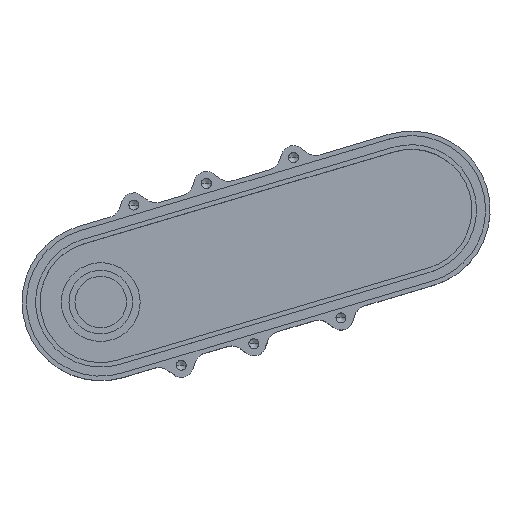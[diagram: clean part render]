
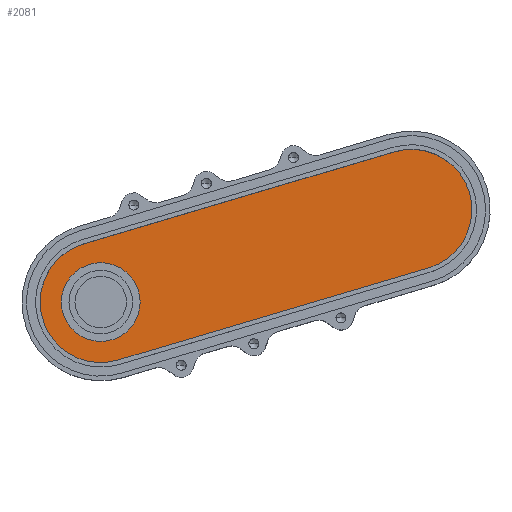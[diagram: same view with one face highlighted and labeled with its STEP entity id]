
A CAD part, top view. The second image highlights one B-rep face of the part: STEP entity #2081.
In plain terms, the highlighted planar face has unit normal (0, 0, 1).
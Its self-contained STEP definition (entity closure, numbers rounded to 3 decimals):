
#172 = CARTESIAN_POINT ( 'NONE',  ( 43.873, -335.549, 6. ) ) ;
#177 = EDGE_CURVE ( 'NONE', #1086, #686, #2852, .T. ) ;
#189 = CARTESIAN_POINT ( 'NONE',  ( 146.455, -305.121, 6. ) ) ;
#197 = ORIENTED_EDGE ( 'NONE', *, *, #958, .T. ) ;
#229 = AXIS2_PLACEMENT_3D ( 'NONE', #978, #2145, #2616 ) ;
#267 = AXIS2_PLACEMENT_3D ( 'NONE', #172, #2319, #1864 ) ;
#559 = DIRECTION ( 'NONE',  ( 0., 0., 1. ) ) ;
#577 = CIRCLE ( 'NONE', #229, 13. ) ;
#590 = DIRECTION ( 'NONE',  ( 1., 0., 0. ) ) ;
#591 = VERTEX_POINT ( 'NONE', #1587 ) ;
#635 = CARTESIAN_POINT ( 'NONE',  ( 49.561, -354.723, 6. ) ) ;
#686 = VERTEX_POINT ( 'NONE', #1926 ) ;
#767 = CIRCLE ( 'NONE', #1952, 13. ) ;
#795 = VERTEX_POINT ( 'NONE', #2406 ) ;
#947 = PLANE ( 'NONE',  #3036 ) ;
#958 = EDGE_CURVE ( 'NONE', #591, #1086, #1271, .T. ) ;
#978 = CARTESIAN_POINT ( 'NONE',  ( 43.873, -335.549, 6. ) ) ;
#1021 = DIRECTION ( 'NONE',  ( 0., 0., 1. ) ) ;
#1054 = CARTESIAN_POINT ( 'NONE',  ( 43.873, -335.549, 6. ) ) ;
#1072 = ORIENTED_EDGE ( 'NONE', *, *, #1660, .T. ) ;
#1086 = VERTEX_POINT ( 'NONE', #635 ) ;
#1137 = CARTESIAN_POINT ( 'NONE',  ( 49.561, -354.723, 6. ) ) ;
#1151 = VERTEX_POINT ( 'NONE', #2627 ) ;
#1184 = EDGE_LOOP ( 'NONE', ( #2929, #197, #2872, #1072, #1244 ) ) ;
#1194 = CARTESIAN_POINT ( 'NONE',  ( 43.873, -335.549, 6. ) ) ;
#1244 = ORIENTED_EDGE ( 'NONE', *, *, #1807, .T. ) ;
#1271 = CIRCLE ( 'NONE', #267, 20. ) ;
#1331 = AXIS2_PLACEMENT_3D ( 'NONE', #2465, #1021, #2259 ) ;
#1345 = EDGE_CURVE ( 'NONE', #2404, #591, #2037, .T. ) ;
#1422 = DIRECTION ( 'NONE',  ( 0., 0., 1. ) ) ;
#1447 = CARTESIAN_POINT ( 'NONE',  ( 140.768, -285.947, 6. ) ) ;
#1470 = CARTESIAN_POINT ( 'NONE',  ( 56.873, -335.549, 6. ) ) ;
#1481 = DIRECTION ( 'NONE',  ( -0.959, -0.284, 0. ) ) ;
#1565 = CIRCLE ( 'NONE', #2120, 20. ) ;
#1587 = CARTESIAN_POINT ( 'NONE',  ( 23.873, -335.549, 6. ) ) ;
#1601 = DIRECTION ( 'NONE',  ( 0., 0., 1. ) ) ;
#1610 = ORIENTED_EDGE ( 'NONE', *, *, #2594, .F. ) ;
#1660 = EDGE_CURVE ( 'NONE', #686, #795, #1565, .T. ) ;
#1698 = LINE ( 'NONE', #1447, #2648 ) ;
#1753 = EDGE_CURVE ( 'NONE', #2575, #1151, #577, .T. ) ;
#1807 = EDGE_CURVE ( 'NONE', #795, #2404, #1698, .T. ) ;
#1814 = FACE_OUTER_BOUND ( 'NONE', #1184, .T. ) ;
#1847 = DIRECTION ( 'NONE',  ( 1., 0., 0. ) ) ;
#1864 = DIRECTION ( 'NONE',  ( 1., 0., 0. ) ) ;
#1920 = DIRECTION ( 'NONE',  ( 1., 0., 0. ) ) ;
#1926 = CARTESIAN_POINT ( 'NONE',  ( 152.143, -324.295, 6. ) ) ;
#1952 = AXIS2_PLACEMENT_3D ( 'NONE', #1054, #559, #590 ) ;
#2037 = CIRCLE ( 'NONE', #1331, 20. ) ;
#2081 = ADVANCED_FACE ( 'NONE', ( #2530, #1814 ), #947, .T. ) ;
#2120 = AXIS2_PLACEMENT_3D ( 'NONE', #189, #1601, #1847 ) ;
#2127 = CARTESIAN_POINT ( 'NONE',  ( 38.186, -316.374, 6. ) ) ;
#2145 = DIRECTION ( 'NONE',  ( 0., 0., 1. ) ) ;
#2259 = DIRECTION ( 'NONE',  ( 1., 0., 0. ) ) ;
#2319 = DIRECTION ( 'NONE',  ( 0., 0., 1. ) ) ;
#2350 = DIRECTION ( 'NONE',  ( 0.959, 0.284, 0. ) ) ;
#2404 = VERTEX_POINT ( 'NONE', #2127 ) ;
#2406 = CARTESIAN_POINT ( 'NONE',  ( 140.768, -285.947, 6. ) ) ;
#2465 = CARTESIAN_POINT ( 'NONE',  ( 43.873, -335.549, 6. ) ) ;
#2530 = FACE_BOUND ( 'NONE', #2560, .T. ) ;
#2560 = EDGE_LOOP ( 'NONE', ( #1610, #3038 ) ) ;
#2575 = VERTEX_POINT ( 'NONE', #1470 ) ;
#2594 = EDGE_CURVE ( 'NONE', #1151, #2575, #767, .T. ) ;
#2616 = DIRECTION ( 'NONE',  ( 1., 0., 0. ) ) ;
#2627 = CARTESIAN_POINT ( 'NONE',  ( 30.873, -335.549, 6. ) ) ;
#2648 = VECTOR ( 'NONE', #1481, 1000. ) ;
#2852 = LINE ( 'NONE', #1137, #2889 ) ;
#2872 = ORIENTED_EDGE ( 'NONE', *, *, #177, .T. ) ;
#2889 = VECTOR ( 'NONE', #2350, 1000. ) ;
#2929 = ORIENTED_EDGE ( 'NONE', *, *, #1345, .T. ) ;
#3036 = AXIS2_PLACEMENT_3D ( 'NONE', #1194, #1422, #1920 ) ;
#3038 = ORIENTED_EDGE ( 'NONE', *, *, #1753, .F. ) ;
